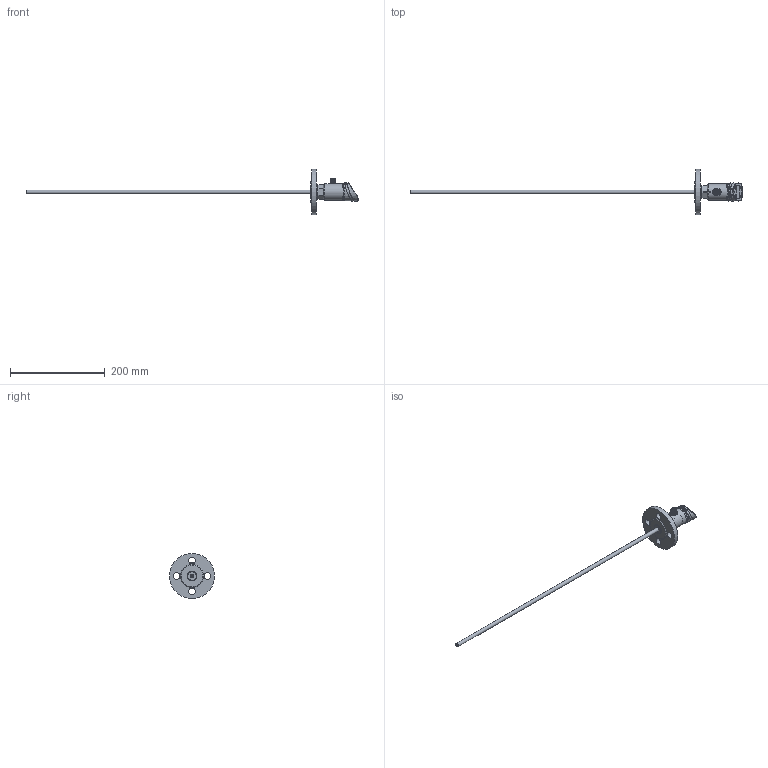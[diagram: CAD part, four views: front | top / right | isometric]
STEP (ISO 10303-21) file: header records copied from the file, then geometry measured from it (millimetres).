
FILE_DESCRIPTION(/* description */ (''),/* implementation_level */ '2;1');
FILE_NAME(/* name */ '（3D）TS500-F15L600D8-DN15法兰连接探杆长度600mm-探杆直径8mm.stp',/* time_stamp */ '2024-02-21T16:33:05+08:00',/* author */ (''),/* organization */ (''),/* preprocessor_version */ 'ST-DEVELOPER v16.7',/* originating_system */ 'SIEMENS PLM Software NX 12.0',/* authorisation */ '');
FILE_SCHEMA (('AUTOMOTIVE_DESIGN { 1 0 10303 214 3 1 1 1 }'));
Length unit declared in the file: millimetre
Products named in the file (1): Mayn333C50DF6jnt
Bounding box: 700 x 95 x 95 mm (x, y, z)
Volume: 130607.2 mm3; surface area: 60347.4 mm2
Topology: 8 solids, 11 shells, 729 faces, 1888 edges, 1223 vertices
Faces by surface type: plane 317, cylinder 137, extrusion 97, cone 81, bspline 46, torus 31, sphere 20
Full cylindrical faces by diameter (mm): 1.689 x1, 2 x1, 2.7 x6, 3.5 x3, 8 x1, 14 x4, 18.4 x1, 24 x1, 26 x3, 31.7 x1, 32 x1, 33 x1, 34.5 x1, 35.5 x2, 95 x1
Entity records: 29964 total; most frequent: CARTESIAN_POINT 12932, ORIENTED_EDGE 3546, DIRECTION 3168, EDGE_CURVE 1773, VERTEX_POINT 1191, AXIS2_PLACEMENT_3D 1126, VECTOR 916, EDGE_LOOP 874
